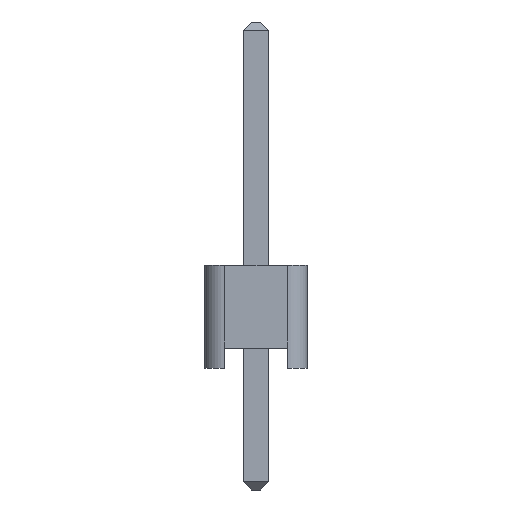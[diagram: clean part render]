
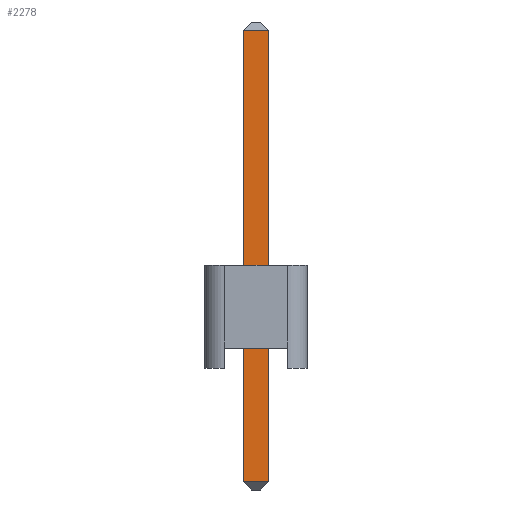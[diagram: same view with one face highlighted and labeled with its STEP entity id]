
A CAD part, left-side view. The second image highlights one B-rep face of the part: STEP entity #2278.
In plain terms, the highlighted planar face has unit normal (-1, 0, 0).
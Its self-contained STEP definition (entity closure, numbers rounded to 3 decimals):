
#2162 = EDGE_CURVE('',#2163,#2165,#2167,.T.);
#2163 = VERTEX_POINT('',#2164);
#2164 = CARTESIAN_POINT('',(-0.32,0.32,0.2));
#2165 = VERTEX_POINT('',#2166);
#2166 = CARTESIAN_POINT('',(-0.32,0.32,11.34));
#2167 = SURFACE_CURVE('',#2168,(#2172,#2184),.PCURVE_S1.);
#2168 = LINE('',#2169,#2170);
#2169 = CARTESIAN_POINT('',(-0.32,0.32,0.));
#2170 = VECTOR('',#2171,1.);
#2171 = DIRECTION('',(0.,0.,1.));
#2172 = PCURVE('',#2173,#2178);
#2173 = PLANE('',#2174);
#2174 = AXIS2_PLACEMENT_3D('',#2175,#2176,#2177);
#2175 = CARTESIAN_POINT('',(-0.32,0.32,0.));
#2176 = DIRECTION('',(0.,1.,0.));
#2177 = DIRECTION('',(1.,0.,0.));
#2178 = DEFINITIONAL_REPRESENTATION('',(#2179),#2183);
#2179 = LINE('',#2180,#2181);
#2180 = CARTESIAN_POINT('',(0.,0.));
#2181 = VECTOR('',#2182,1.);
#2182 = DIRECTION('',(0.,-1.));
#2183 = ( GEOMETRIC_REPRESENTATION_CONTEXT(2) 
PARAMETRIC_REPRESENTATION_CONTEXT() REPRESENTATION_CONTEXT('2D SPACE',''
  ) );
#2184 = PCURVE('',#2185,#2190);
#2185 = PLANE('',#2186);
#2186 = AXIS2_PLACEMENT_3D('',#2187,#2188,#2189);
#2187 = CARTESIAN_POINT('',(-0.32,-0.32,0.));
#2188 = DIRECTION('',(-1.,0.,0.));
#2189 = DIRECTION('',(0.,1.,0.));
#2190 = DEFINITIONAL_REPRESENTATION('',(#2191),#2195);
#2191 = LINE('',#2192,#2193);
#2192 = CARTESIAN_POINT('',(0.64,0.));
#2193 = VECTOR('',#2194,1.);
#2194 = DIRECTION('',(0.,-1.));
#2195 = ( GEOMETRIC_REPRESENTATION_CONTEXT(2) 
PARAMETRIC_REPRESENTATION_CONTEXT() REPRESENTATION_CONTEXT('2D SPACE',''
  ) );
#2278 = ADVANCED_FACE('',(#2279),#2185,.T.);
#2279 = FACE_BOUND('',#2280,.T.);
#2280 = EDGE_LOOP('',(#2281,#2311,#2337,#2338));
#2281 = ORIENTED_EDGE('',*,*,#2282,.T.);
#2282 = EDGE_CURVE('',#2283,#2285,#2287,.T.);
#2283 = VERTEX_POINT('',#2284);
#2284 = CARTESIAN_POINT('',(-0.32,-0.32,0.2));
#2285 = VERTEX_POINT('',#2286);
#2286 = CARTESIAN_POINT('',(-0.32,-0.32,11.34));
#2287 = SURFACE_CURVE('',#2288,(#2292,#2299),.PCURVE_S1.);
#2288 = LINE('',#2289,#2290);
#2289 = CARTESIAN_POINT('',(-0.32,-0.32,0.));
#2290 = VECTOR('',#2291,1.);
#2291 = DIRECTION('',(0.,0.,1.));
#2292 = PCURVE('',#2185,#2293);
#2293 = DEFINITIONAL_REPRESENTATION('',(#2294),#2298);
#2294 = LINE('',#2295,#2296);
#2295 = CARTESIAN_POINT('',(0.,0.));
#2296 = VECTOR('',#2297,1.);
#2297 = DIRECTION('',(0.,-1.));
#2298 = ( GEOMETRIC_REPRESENTATION_CONTEXT(2) 
PARAMETRIC_REPRESENTATION_CONTEXT() REPRESENTATION_CONTEXT('2D SPACE',''
  ) );
#2299 = PCURVE('',#2300,#2305);
#2300 = PLANE('',#2301);
#2301 = AXIS2_PLACEMENT_3D('',#2302,#2303,#2304);
#2302 = CARTESIAN_POINT('',(0.32,-0.32,0.));
#2303 = DIRECTION('',(0.,-1.,0.));
#2304 = DIRECTION('',(-1.,0.,0.));
#2305 = DEFINITIONAL_REPRESENTATION('',(#2306),#2310);
#2306 = LINE('',#2307,#2308);
#2307 = CARTESIAN_POINT('',(0.64,0.));
#2308 = VECTOR('',#2309,1.);
#2309 = DIRECTION('',(0.,-1.));
#2310 = ( GEOMETRIC_REPRESENTATION_CONTEXT(2) 
PARAMETRIC_REPRESENTATION_CONTEXT() REPRESENTATION_CONTEXT('2D SPACE',''
  ) );
#2311 = ORIENTED_EDGE('',*,*,#2312,.T.);
#2312 = EDGE_CURVE('',#2285,#2165,#2313,.T.);
#2313 = SURFACE_CURVE('',#2314,(#2318,#2325),.PCURVE_S1.);
#2314 = LINE('',#2315,#2316);
#2315 = CARTESIAN_POINT('',(-0.32,-0.32,11.34));
#2316 = VECTOR('',#2317,1.);
#2317 = DIRECTION('',(0.,1.,0.));
#2318 = PCURVE('',#2185,#2319);
#2319 = DEFINITIONAL_REPRESENTATION('',(#2320),#2324);
#2320 = LINE('',#2321,#2322);
#2321 = CARTESIAN_POINT('',(0.,-11.34));
#2322 = VECTOR('',#2323,1.);
#2323 = DIRECTION('',(1.,0.));
#2324 = ( GEOMETRIC_REPRESENTATION_CONTEXT(2) 
PARAMETRIC_REPRESENTATION_CONTEXT() REPRESENTATION_CONTEXT('2D SPACE',''
  ) );
#2325 = PCURVE('',#2326,#2331);
#2326 = PLANE('',#2327);
#2327 = AXIS2_PLACEMENT_3D('',#2328,#2329,#2330);
#2328 = CARTESIAN_POINT('',(-0.22,-0.32,11.44));
#2329 = DIRECTION('',(0.707,0.,-0.707
    ));
#2330 = DIRECTION('',(0.,1.,0.));
#2331 = DEFINITIONAL_REPRESENTATION('',(#2332),#2336);
#2332 = LINE('',#2333,#2334);
#2333 = CARTESIAN_POINT('',(0.,-0.141));
#2334 = VECTOR('',#2335,1.);
#2335 = DIRECTION('',(1.,0.));
#2336 = ( GEOMETRIC_REPRESENTATION_CONTEXT(2) 
PARAMETRIC_REPRESENTATION_CONTEXT() REPRESENTATION_CONTEXT('2D SPACE',''
  ) );
#2337 = ORIENTED_EDGE('',*,*,#2162,.F.);
#2338 = ORIENTED_EDGE('',*,*,#2339,.F.);
#2339 = EDGE_CURVE('',#2283,#2163,#2340,.T.);
#2340 = SURFACE_CURVE('',#2341,(#2345,#2352),.PCURVE_S1.);
#2341 = LINE('',#2342,#2343);
#2342 = CARTESIAN_POINT('',(-0.32,-0.32,0.2));
#2343 = VECTOR('',#2344,1.);
#2344 = DIRECTION('',(0.,1.,0.));
#2345 = PCURVE('',#2185,#2346);
#2346 = DEFINITIONAL_REPRESENTATION('',(#2347),#2351);
#2347 = LINE('',#2348,#2349);
#2348 = CARTESIAN_POINT('',(0.,-0.2));
#2349 = VECTOR('',#2350,1.);
#2350 = DIRECTION('',(1.,0.));
#2351 = ( GEOMETRIC_REPRESENTATION_CONTEXT(2) 
PARAMETRIC_REPRESENTATION_CONTEXT() REPRESENTATION_CONTEXT('2D SPACE',''
  ) );
#2352 = PCURVE('',#2353,#2358);
#2353 = PLANE('',#2354);
#2354 = AXIS2_PLACEMENT_3D('',#2355,#2356,#2357);
#2355 = CARTESIAN_POINT('',(-0.22,-0.32,0.1));
#2356 = DIRECTION('',(-0.707,0.,-0.707));
#2357 = DIRECTION('',(0.,1.,0.));
#2358 = DEFINITIONAL_REPRESENTATION('',(#2359),#2363);
#2359 = LINE('',#2360,#2361);
#2360 = CARTESIAN_POINT('',(0.,-0.141));
#2361 = VECTOR('',#2362,1.);
#2362 = DIRECTION('',(1.,0.));
#2363 = ( GEOMETRIC_REPRESENTATION_CONTEXT(2) 
PARAMETRIC_REPRESENTATION_CONTEXT() REPRESENTATION_CONTEXT('2D SPACE',''
  ) );
